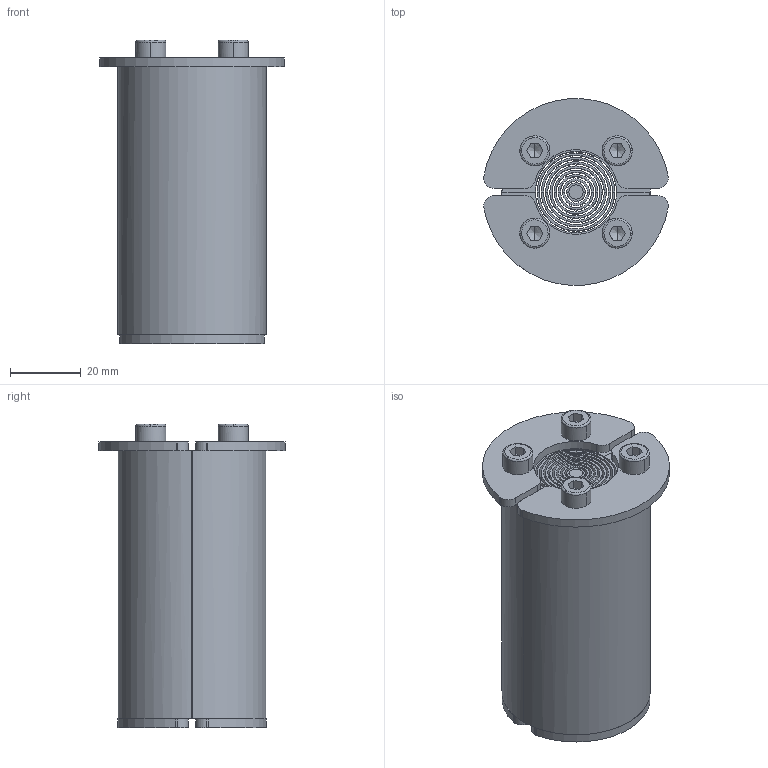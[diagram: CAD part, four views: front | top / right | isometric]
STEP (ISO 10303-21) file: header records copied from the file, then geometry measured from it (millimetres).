
FILE_DESCRIPTION((''),'2;1');
FILE_NAME('RS43.stp','2009-08-14T11:20:18',('JE BOHLIN'),('Roxtec International AB'),'Mechanical Desktop 2005','Mechanical Desktop 2005',', , ');
FILE_SCHEMA(('CONFIG_CONTROL_DESIGN'));
Length unit declared in the file: millimetre
Products named in the file (7): RS43; HALF; FRONT; REAR; PART1; CYLINDER HEAD CAP SCREW - DIN 912 - M5 X 50; CORE
Assembly tree (8 placements, depth 3):
  RS43
    HALF  x2
      FRONT
      REAR
      PART1
      CYLINDER HEAD CAP SCREW - DIN 912 - M5 X 50
    CORE
Bounding box: 52.31 x 52.92 x 86 mm (x, y, z)
Surface area: 89483.3 mm2 (no closed solid volume)
Topology: 0 solids, 0 shells, 272 faces, 1244 edges, 1238 vertices
Faces by surface type: bspline 272
Entity records: 5384 total; most frequent: CARTESIAN_POINT 3753, COMPOSITE_CURVE_SEGMENT 522, QUASI_UNIFORM_CURVE 401, PCURVE 189, CURVE_BOUNDED_SURFACE 116, OUTER_BOUNDARY_CURVE 114, QUASI_UNIFORM_SURFACE 56, DIRECTION 18
